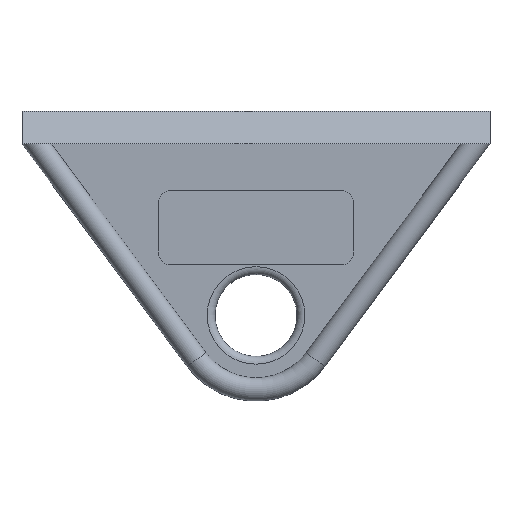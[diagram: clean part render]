
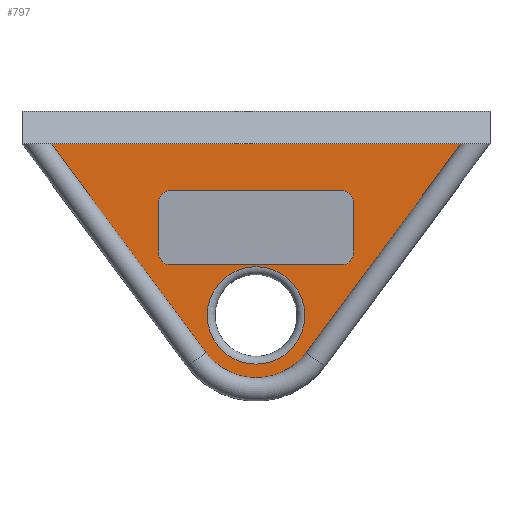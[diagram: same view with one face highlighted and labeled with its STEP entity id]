
A CAD part, top view. The second image highlights one B-rep face of the part: STEP entity #797.
In plain terms, the highlighted planar face has unit normal (0, 0, 1).
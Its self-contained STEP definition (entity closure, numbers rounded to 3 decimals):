
#16=PLANE($,#852);
#43=LINE($,#1186,#117);
#44=LINE($,#1188,#118);
#45=LINE($,#1191,#119);
#46=LINE($,#1196,#120);
#47=LINE($,#1200,#121);
#48=LINE($,#1204,#122);
#49=LINE($,#1207,#123);
#117=VECTOR($,#950,52.531);
#118=VECTOR($,#951,33.315);
#119=VECTOR($,#954,33.315);
#120=VECTOR($,#957,6.5);
#121=VECTOR($,#960,22.);
#122=VECTOR($,#963,6.5);
#123=VECTOR($,#966,22.);
#208=FACE_BOUND($,#265,.T.);
#209=FACE_BOUND($,#266,.T.);
#216=FACE_OUTER_BOUND($,#264,.T.);
#264=EDGE_LOOP($,(#536,#537,#538,#539));
#265=EDGE_LOOP($,(#540));
#266=EDGE_LOOP($,(#541,#542,#543,#544,#545,#546,#547,#548));
#313=CIRCLE($,#847,6.25);
#316=CIRCLE($,#853,8.);
#317=CIRCLE($,#854,1.5);
#318=CIRCLE($,#855,1.5);
#319=CIRCLE($,#856,1.5);
#320=CIRCLE($,#857,1.5);
#345=VERTEX_POINT($,#1173);
#348=VERTEX_POINT($,#1184);
#349=VERTEX_POINT($,#1185);
#350=VERTEX_POINT($,#1187);
#351=VERTEX_POINT($,#1189);
#352=VERTEX_POINT($,#1192);
#353=VERTEX_POINT($,#1193);
#354=VERTEX_POINT($,#1195);
#355=VERTEX_POINT($,#1197);
#356=VERTEX_POINT($,#1199);
#357=VERTEX_POINT($,#1201);
#358=VERTEX_POINT($,#1203);
#359=VERTEX_POINT($,#1205);
#415=EDGE_CURVE($,#345,#345,#313,.T.);
#420=EDGE_CURVE($,#348,#349,#43,.T.);
#421=EDGE_CURVE($,#349,#350,#44,.T.);
#422=EDGE_CURVE($,#350,#351,#316,.T.);
#423=EDGE_CURVE($,#351,#348,#45,.T.);
#424=EDGE_CURVE($,#352,#353,#317,.T.);
#425=EDGE_CURVE($,#354,#352,#46,.T.);
#426=EDGE_CURVE($,#355,#354,#318,.T.);
#427=EDGE_CURVE($,#356,#355,#47,.T.);
#428=EDGE_CURVE($,#357,#356,#319,.T.);
#429=EDGE_CURVE($,#358,#357,#48,.T.);
#430=EDGE_CURVE($,#359,#358,#320,.T.);
#431=EDGE_CURVE($,#353,#359,#49,.T.);
#536=ORIENTED_EDGE($,*,*,#420,.T.);
#537=ORIENTED_EDGE($,*,*,#421,.T.);
#538=ORIENTED_EDGE($,*,*,#422,.T.);
#539=ORIENTED_EDGE($,*,*,#423,.T.);
#540=ORIENTED_EDGE($,*,*,#415,.T.);
#541=ORIENTED_EDGE($,*,*,#424,.F.);
#542=ORIENTED_EDGE($,*,*,#425,.F.);
#543=ORIENTED_EDGE($,*,*,#426,.F.);
#544=ORIENTED_EDGE($,*,*,#427,.F.);
#545=ORIENTED_EDGE($,*,*,#428,.F.);
#546=ORIENTED_EDGE($,*,*,#429,.F.);
#547=ORIENTED_EDGE($,*,*,#430,.F.);
#548=ORIENTED_EDGE($,*,*,#431,.F.);
#797=ADVANCED_FACE($,(#216,#208,#209),#16,.T.);
#847=AXIS2_PLACEMENT_3D($,#1174,#936,#937);
#852=AXIS2_PLACEMENT_3D($,#1183,#948,#949);
#853=AXIS2_PLACEMENT_3D($,#1190,#952,#953);
#854=AXIS2_PLACEMENT_3D($,#1194,#955,#956);
#855=AXIS2_PLACEMENT_3D($,#1198,#958,#959);
#856=AXIS2_PLACEMENT_3D($,#1202,#961,#962);
#857=AXIS2_PLACEMENT_3D($,#1206,#964,#965);
#936=DIRECTION('center_axis',(0.,0.,-1.));
#937=DIRECTION('ref_axis',(1.,0.,0.));
#948=DIRECTION('center_axis',(0.,0.,1.));
#949=DIRECTION('ref_axis',(1.,0.,0.));
#950=DIRECTION($,(-1.,0.,0.));
#951=DIRECTION($,(0.595,-0.803,0.));
#952=DIRECTION('center_axis',(0.,0.,1.));
#953=DIRECTION('ref_axis',(1.,0.,0.));
#954=DIRECTION($,(0.595,0.803,0.));
#955=DIRECTION('center_axis',(0.,0.,1.));
#956=DIRECTION('ref_axis',(-1.,0.,0.));
#957=DIRECTION($,(0.,-1.,0.));
#958=DIRECTION('center_axis',(0.,0.,1.));
#959=DIRECTION('ref_axis',(-1.,0.,0.));
#960=DIRECTION($,(-1.,0.,0.));
#961=DIRECTION('center_axis',(0.,0.,1.));
#962=DIRECTION('ref_axis',(-1.,0.,0.));
#963=DIRECTION($,(0.,1.,0.));
#964=DIRECTION('center_axis',(0.,0.,1.));
#965=DIRECTION('ref_axis',(-1.,0.,0.));
#966=DIRECTION($,(1.,0.,0.));
#1173=CARTESIAN_POINT('',(6.25,0.,1.5));
#1174=CARTESIAN_POINT('Origin',(0.,0.,1.5));
#1183=CARTESIAN_POINT('Origin',(0.,0.,1.5));
#1184=CARTESIAN_POINT('',(26.266,22.,1.5));
#1185=CARTESIAN_POINT('',(-26.266,22.,1.5));
#1186=CARTESIAN_POINT($,(-30.,22.,1.5));
#1187=CARTESIAN_POINT('',(-6.427,-4.764,1.5));
#1188=CARTESIAN_POINT($,(-6.427,-4.764,1.5));
#1189=CARTESIAN_POINT('',(6.427,-4.764,1.5));
#1190=CARTESIAN_POINT('Origin',(0.,0.,
1.5));
#1191=CARTESIAN_POINT($,(6.427,-4.764,1.5));
#1192=CARTESIAN_POINT('',(-12.5,8.,1.5));
#1193=CARTESIAN_POINT('',(-11.,6.5,1.5));
#1194=CARTESIAN_POINT('Origin',(-11.,8.,1.5));
#1195=CARTESIAN_POINT('',(-12.5,14.5,1.5));
#1196=CARTESIAN_POINT($,(-12.5,14.5,1.5));
#1197=CARTESIAN_POINT('',(-11.,16.,1.5));
#1198=CARTESIAN_POINT('Origin',(-11.,14.5,1.5));
#1199=CARTESIAN_POINT('',(11.,16.,1.5));
#1200=CARTESIAN_POINT($,(-11.,16.,1.5));
#1201=CARTESIAN_POINT('',(12.5,14.5,1.5));
#1202=CARTESIAN_POINT('Origin',(11.,14.5,1.5));
#1203=CARTESIAN_POINT('',(12.5,8.,1.5));
#1204=CARTESIAN_POINT($,(12.5,14.5,1.5));
#1205=CARTESIAN_POINT('',(11.,6.5,1.5));
#1206=CARTESIAN_POINT('Origin',(11.,8.,1.5));
#1207=CARTESIAN_POINT($,(-11.,6.5,1.5));
